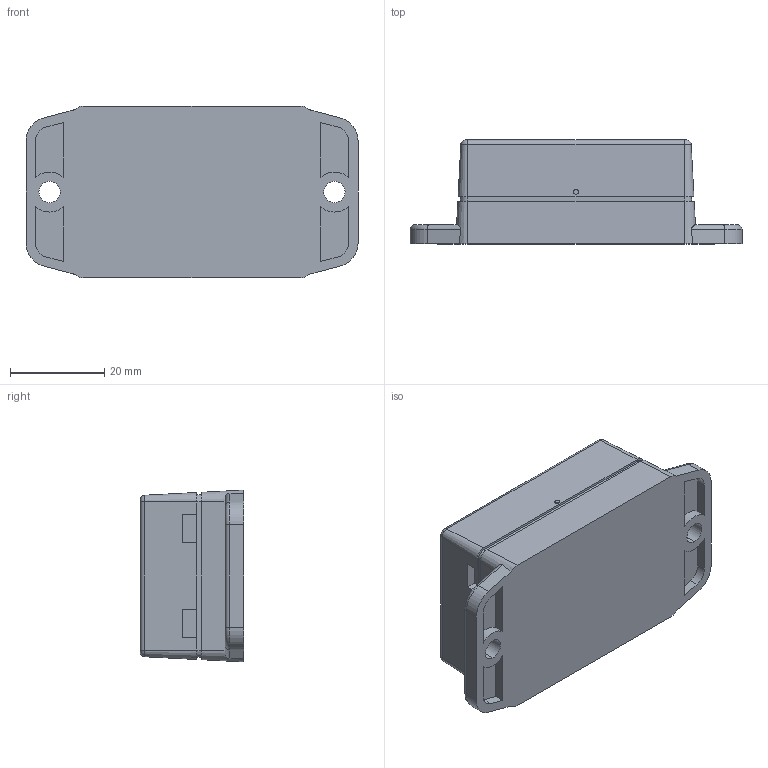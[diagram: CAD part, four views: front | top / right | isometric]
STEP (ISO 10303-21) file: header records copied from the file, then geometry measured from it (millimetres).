
FILE_DESCRIPTION (( 'STEP AP214' ), '1' );
FILE_NAME ('NUB503522.STEP', '2013-10-07T00:28:19', ( 'NEF User' ), ( 'NEF User' ), 'SwSTEP 2.0', 'SolidWorks 2012', '' );
FILE_SCHEMA (( 'AUTOMOTIVE_DESIGN' ));
Length unit declared in the file: millimetre
Products named in the file (3): NUB503522-base; NUB503522-COVER; NUB503522
Assembly tree (2 placements, depth 2):
  NUB503522
    NUB503522-base
    NUB503522-COVER
Bounding box: 70.4 x 22 x 36.45 mm (x, y, z)
Volume: 15585.1 mm3; surface area: 15799.5 mm2
Topology: 2 solids, 2 shells, 189 faces, 498 edges, 325 vertices
Faces by surface type: plane 121, cylinder 44, cone 16, torus 8
Entity records: 5964 total; most frequent: CARTESIAN_POINT 1070, DIRECTION 1005, ORIENTED_EDGE 996, EDGE_CURVE 498, VECTOR 361, LINE 361, VERTEX_POINT 325, AXIS2_PLACEMENT_3D 322
